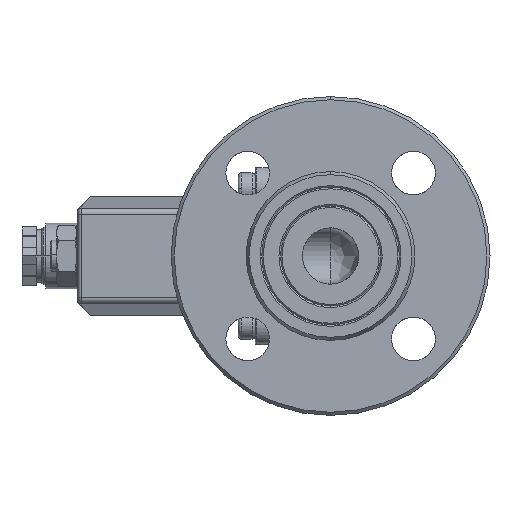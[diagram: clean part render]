
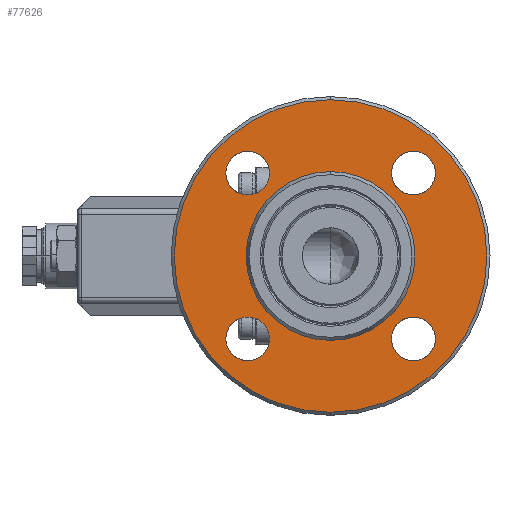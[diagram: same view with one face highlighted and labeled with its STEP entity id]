
A CAD part, left-side view. The second image highlights one B-rep face of the part: STEP entity #77626.
In plain terms, the highlighted planar face has unit normal (-1, 0, 0).
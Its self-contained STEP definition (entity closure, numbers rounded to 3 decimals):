
#242 = DIRECTION ( 'NONE',  ( 1., 0., 0. ) ) ;
#369 = EDGE_LOOP ( 'NONE', ( #519, #4045 ) ) ;
#519 = ORIENTED_EDGE ( 'NONE', *, *, #5625, .F. ) ;
#1417 = DIRECTION ( 'NONE',  ( 0., 0., -1. ) ) ;
#2527 = VERTEX_POINT ( 'NONE', #14965 ) ;
#4045 = ORIENTED_EDGE ( 'NONE', *, *, #52727, .F. ) ;
#4480 = FACE_BOUND ( 'NONE', #369, .T. ) ;
#5625 = EDGE_CURVE ( 'NONE', #74346, #2527, #80016, .T. ) ;
#5705 = DIRECTION ( 'NONE',  ( 0., 0., -1. ) ) ;
#6096 = DIRECTION ( 'NONE',  ( 1., 0., 0. ) ) ;
#7147 = AXIS2_PLACEMENT_3D ( 'NONE', #81128, #43484, #5705 ) ;
#7387 = DIRECTION ( 'NONE',  ( 1., 0., 0. ) ) ;
#7566 = CARTESIAN_POINT ( 'NONE',  ( -51., 11.017, -33.517 ) ) ;
#7724 = ORIENTED_EDGE ( 'NONE', *, *, #45209, .T. ) ;
#10512 = VERTEX_POINT ( 'NONE', #19981 ) ;
#12002 = CARTESIAN_POINT ( 'NONE',  ( -51., -42.017, -26.517 ) ) ;
#12149 = EDGE_CURVE ( 'NONE', #39408, #40431, #67643, .T. ) ;
#13996 = CIRCLE ( 'NONE', #69778, 50. ) ;
#14965 = CARTESIAN_POINT ( 'NONE',  ( -51., -15.5, 27. ) ) ;
#15997 = DIRECTION ( 'NONE',  ( 1., 0., 0. ) ) ;
#17073 = DIRECTION ( 'NONE',  ( 1., 0., 0. ) ) ;
#17688 = AXIS2_PLACEMENT_3D ( 'NONE', #21728, #65713, #28037 ) ;
#18339 = DIRECTION ( 'NONE',  ( 0., 0., -1. ) ) ;
#18397 = AXIS2_PLACEMENT_3D ( 'NONE', #43882, #6096, #50225 ) ;
#19981 = CARTESIAN_POINT ( 'NONE',  ( -51., 11.017, -19.517 ) ) ;
#20655 = EDGE_LOOP ( 'NONE', ( #7724, #45848 ) ) ;
#21196 = VERTEX_POINT ( 'NONE', #58275 ) ;
#21300 = CIRCLE ( 'NONE', #18397, 7. ) ;
#21304 = FACE_BOUND ( 'NONE', #20655, .T. ) ;
#21669 = AXIS2_PLACEMENT_3D ( 'NONE', #67030, #29340, #73281 ) ;
#21728 = CARTESIAN_POINT ( 'NONE',  ( -51., -42.017, 26.517 ) ) ;
#22181 = CARTESIAN_POINT ( 'NONE',  ( -51., -15.5, 0. ) ) ;
#22451 = CIRCLE ( 'NONE', #23031, 27. ) ;
#23031 = AXIS2_PLACEMENT_3D ( 'NONE', #64519, #26818, #70802 ) ;
#24000 = ORIENTED_EDGE ( 'NONE', *, *, #37798, .T. ) ;
#24840 = AXIS2_PLACEMENT_3D ( 'NONE', #76799, #39185, #1417 ) ;
#25214 = FACE_BOUND ( 'NONE', #59283, .T. ) ;
#26280 = EDGE_CURVE ( 'NONE', #40431, #39408, #38397, .T. ) ;
#26818 = DIRECTION ( 'NONE',  ( -1., 0., 0. ) ) ;
#27461 = CARTESIAN_POINT ( 'NONE',  ( -51., -42.017, -33.517 ) ) ;
#28037 = DIRECTION ( 'NONE',  ( 0., 0., -1. ) ) ;
#28252 = PLANE ( 'NONE',  #36486 ) ;
#28505 = DIRECTION ( 'NONE',  ( 1., 0., 0. ) ) ;
#29340 = DIRECTION ( 'NONE',  ( -1., 0., 0. ) ) ;
#30685 = CARTESIAN_POINT ( 'NONE',  ( -51., -42.017, 19.517 ) ) ;
#30716 = ORIENTED_EDGE ( 'NONE', *, *, #60256, .F. ) ;
#30991 = CARTESIAN_POINT ( 'NONE',  ( -51., -15.5, 50. ) ) ;
#31028 = EDGE_LOOP ( 'NONE', ( #45252, #52325 ) ) ;
#31333 = EDGE_LOOP ( 'NONE', ( #34097, #30716 ) ) ;
#34097 = ORIENTED_EDGE ( 'NONE', *, *, #65063, .F. ) ;
#34937 = CARTESIAN_POINT ( 'NONE',  ( -51., 11.017, 26.517 ) ) ;
#35487 = AXIS2_PLACEMENT_3D ( 'NONE', #45173, #7387, #51490 ) ;
#36486 = AXIS2_PLACEMENT_3D ( 'NONE', #22181, #28505, #72461 ) ;
#37798 = EDGE_CURVE ( 'NONE', #10512, #47633, #58603, .T. ) ;
#38012 = CARTESIAN_POINT ( 'NONE',  ( -51., -15.5, 0. ) ) ;
#38037 = FACE_BOUND ( 'NONE', #40398, .T. ) ;
#38397 = CIRCLE ( 'NONE', #7147, 7. ) ;
#39185 = DIRECTION ( 'NONE',  ( 1., 0., 0. ) ) ;
#39408 = VERTEX_POINT ( 'NONE', #30685 ) ;
#40398 = EDGE_LOOP ( 'NONE', ( #41273, #24000 ) ) ;
#40431 = VERTEX_POINT ( 'NONE', #51270 ) ;
#40921 = VERTEX_POINT ( 'NONE', #27461 ) ;
#41273 = ORIENTED_EDGE ( 'NONE', *, *, #74483, .T. ) ;
#41290 = DIRECTION ( 'NONE',  ( 0., 0., -1. ) ) ;
#41541 = AXIS2_PLACEMENT_3D ( 'NONE', #53700, #15997, #60004 ) ;
#43319 = CIRCLE ( 'NONE', #51284, 7. ) ;
#43484 = DIRECTION ( 'NONE',  ( 1., 0., 0. ) ) ;
#43882 = CARTESIAN_POINT ( 'NONE',  ( -51., -42.017, -26.517 ) ) ;
#44148 = VERTEX_POINT ( 'NONE', #30991 ) ;
#44365 = DIRECTION ( 'NONE',  ( 0., 0., -1. ) ) ;
#45173 = CARTESIAN_POINT ( 'NONE',  ( -51., 11.017, -26.517 ) ) ;
#45209 = EDGE_CURVE ( 'NONE', #63489, #21196, #43319, .T. ) ;
#45252 = ORIENTED_EDGE ( 'NONE', *, *, #61359, .T. ) ;
#45848 = ORIENTED_EDGE ( 'NONE', *, *, #70862, .T. ) ;
#47633 = VERTEX_POINT ( 'NONE', #7566 ) ;
#50225 = DIRECTION ( 'NONE',  ( 0., 0., -1. ) ) ;
#50688 = CARTESIAN_POINT ( 'NONE',  ( -51., -15.5, -50. ) ) ;
#51270 = CARTESIAN_POINT ( 'NONE',  ( -51., -42.017, 33.517 ) ) ;
#51284 = AXIS2_PLACEMENT_3D ( 'NONE', #34937, #78933, #41290 ) ;
#51490 = DIRECTION ( 'NONE',  ( 0., 0., -1. ) ) ;
#52325 = ORIENTED_EDGE ( 'NONE', *, *, #73078, .T. ) ;
#52727 = EDGE_CURVE ( 'NONE', #2527, #74346, #22451, .T. ) ;
#53429 = CARTESIAN_POINT ( 'NONE',  ( -51., -15.5, -27. ) ) ;
#53671 = CARTESIAN_POINT ( 'NONE',  ( -51., 11.017, 19.517 ) ) ;
#53700 = CARTESIAN_POINT ( 'NONE',  ( -51., 11.017, 26.517 ) ) ;
#54778 = CARTESIAN_POINT ( 'NONE',  ( -51., 11.017, -26.517 ) ) ;
#56044 = DIRECTION ( 'NONE',  ( 1., 0., 0. ) ) ;
#57462 = ORIENTED_EDGE ( 'NONE', *, *, #26280, .T. ) ;
#58275 = CARTESIAN_POINT ( 'NONE',  ( -51., 11.017, 33.517 ) ) ;
#58596 = CARTESIAN_POINT ( 'NONE',  ( -51., -42.017, -19.517 ) ) ;
#58603 = CIRCLE ( 'NONE', #35487, 7. ) ;
#59283 = EDGE_LOOP ( 'NONE', ( #80286, #57462 ) ) ;
#60004 = DIRECTION ( 'NONE',  ( 0., 0., -1. ) ) ;
#60256 = EDGE_CURVE ( 'NONE', #44148, #65126, #72064, .T. ) ;
#61075 = DIRECTION ( 'NONE',  ( 0., 0., -1. ) ) ;
#61359 = EDGE_CURVE ( 'NONE', #40921, #65383, #75941, .T. ) ;
#63489 = VERTEX_POINT ( 'NONE', #53671 ) ;
#64519 = CARTESIAN_POINT ( 'NONE',  ( -51., -15.5, 0. ) ) ;
#65063 = EDGE_CURVE ( 'NONE', #65126, #44148, #13996, .T. ) ;
#65126 = VERTEX_POINT ( 'NONE', #50688 ) ;
#65383 = VERTEX_POINT ( 'NONE', #58596 ) ;
#65473 = AXIS2_PLACEMENT_3D ( 'NONE', #12002, #56044, #18339 ) ;
#65713 = DIRECTION ( 'NONE',  ( 1., 0., 0. ) ) ;
#65880 = AXIS2_PLACEMENT_3D ( 'NONE', #54778, #17073, #61075 ) ;
#67030 = CARTESIAN_POINT ( 'NONE',  ( -51., -15.5, 0. ) ) ;
#67643 = CIRCLE ( 'NONE', #17688, 7. ) ;
#67670 = CIRCLE ( 'NONE', #41541, 7. ) ;
#69414 = CIRCLE ( 'NONE', #65880, 7. ) ;
#69504 = FACE_OUTER_BOUND ( 'NONE', #31333, .T. ) ;
#69778 = AXIS2_PLACEMENT_3D ( 'NONE', #38012, #242, #44365 ) ;
#70802 = DIRECTION ( 'NONE',  ( 0., 0., -1. ) ) ;
#70862 = EDGE_CURVE ( 'NONE', #21196, #63489, #67670, .T. ) ;
#71445 = FACE_BOUND ( 'NONE', #31028, .T. ) ;
#72064 = CIRCLE ( 'NONE', #24840, 50. ) ;
#72461 = DIRECTION ( 'NONE',  ( 0., 0., -1. ) ) ;
#73078 = EDGE_CURVE ( 'NONE', #65383, #40921, #21300, .T. ) ;
#73281 = DIRECTION ( 'NONE',  ( 0., 0., -1. ) ) ;
#74346 = VERTEX_POINT ( 'NONE', #53429 ) ;
#74483 = EDGE_CURVE ( 'NONE', #47633, #10512, #69414, .T. ) ;
#75941 = CIRCLE ( 'NONE', #65473, 7. ) ;
#76799 = CARTESIAN_POINT ( 'NONE',  ( -51., -15.5, 0. ) ) ;
#77626 = ADVANCED_FACE ( 'NONE', ( #38037, #21304, #25214, #71445, #4480, #69504 ), #28252, .F. ) ;
#78933 = DIRECTION ( 'NONE',  ( 1., 0., 0. ) ) ;
#80016 = CIRCLE ( 'NONE', #21669, 27. ) ;
#80286 = ORIENTED_EDGE ( 'NONE', *, *, #12149, .T. ) ;
#81128 = CARTESIAN_POINT ( 'NONE',  ( -51., -42.017, 26.517 ) ) ;
